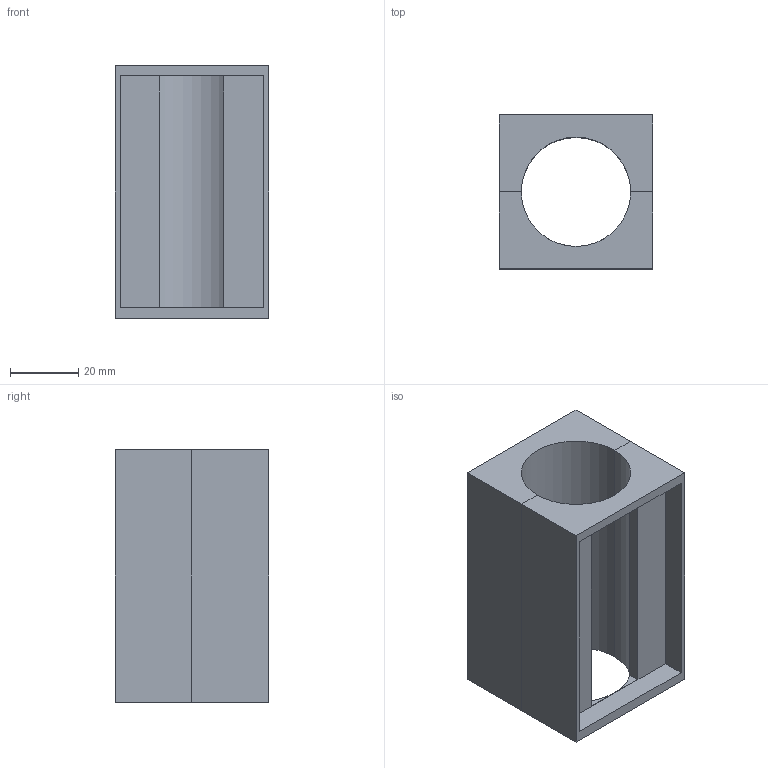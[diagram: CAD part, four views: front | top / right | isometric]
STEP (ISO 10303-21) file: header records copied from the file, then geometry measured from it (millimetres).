
FILE_DESCRIPTION(/* description */ (''),/* implementation_level */ '2;1');
FILE_NAME(/* name */ 'walnode_CAO.step',/* time_stamp */ '2024-12-04T16:33:51+01:00',/* author */ (''),/* organization */ (''),/* preprocessor_version */ 'ST-DEVELOPER v20',/* originating_system */ 'Autodesk Translation Framework v12.14.0.127',/* authorisation */ '');
FILE_SCHEMA (('AUTOMOTIVE_DESIGN { 1 0 10303 214 3 1 1 }'));
Length unit declared in the file: millimetre
Products named in the file (1): (Non enregistré)
Bounding box: 45 x 45 x 74 mm (x, y, z)
Volume: 70496 mm3; surface area: 24354.1 mm2
Topology: 2 solids, 2 shells, 28 faces, 68 edges, 44 vertices
Faces by surface type: plane 26, cylinder 2
Entity records: 858 total; most frequent: CARTESIAN_POINT 143, ORIENTED_EDGE 140, DIRECTION 136, EDGE_CURVE 70, LINE 62, VECTOR 62, VERTEX_POINT 44, AXIS2_PLACEMENT_3D 37
